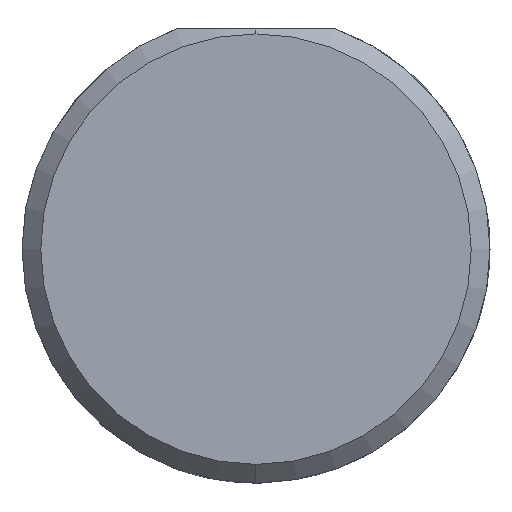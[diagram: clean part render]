
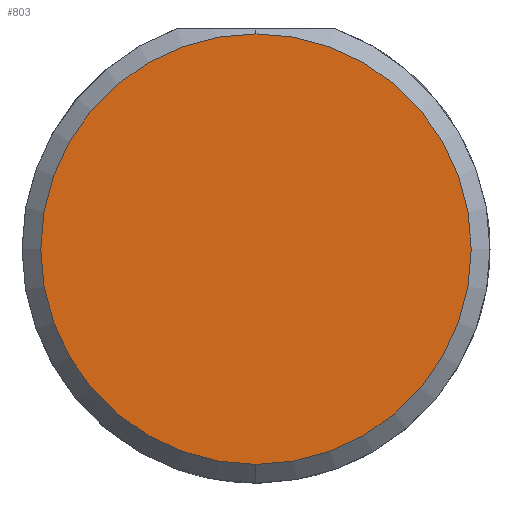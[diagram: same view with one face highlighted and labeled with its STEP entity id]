
A CAD part, left-side view. The second image highlights one B-rep face of the part: STEP entity #803.
In plain terms, the highlighted planar face has unit normal (-1, 0, 0).
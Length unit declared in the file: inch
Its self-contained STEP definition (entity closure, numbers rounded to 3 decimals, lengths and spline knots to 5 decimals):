
#65 = AXIS2_PLACEMENT_3D ( 'NONE', #735, #382, #744 ) ;
#105 = CIRCLE ( 'NONE', #851, 0.17235 ) ;
#124 = PLANE ( 'NONE',  #65 ) ;
#205 = CARTESIAN_POINT ( 'NONE',  ( 0., 0., 0. ) ) ;
#245 = VERTEX_POINT ( 'NONE', #842 ) ;
#248 = VERTEX_POINT ( 'NONE', #705 ) ;
#257 = ORIENTED_EDGE ( 'NONE', *, *, #343, .T. ) ;
#343 = EDGE_CURVE ( 'NONE', #248, #245, #713, .T. ) ;
#382 = DIRECTION ( 'NONE',  ( 1., 0., 0. ) ) ;
#591 = DIRECTION ( 'NONE',  ( -1., 0., 0. ) ) ;
#593 = AXIS2_PLACEMENT_3D ( 'NONE', #205, #697, #636 ) ;
#636 = DIRECTION ( 'NONE',  ( 0., 0., -1. ) ) ;
#654 = DIRECTION ( 'NONE',  ( 0., 0., -1. ) ) ;
#697 = DIRECTION ( 'NONE',  ( -1., 0., 0. ) ) ;
#705 = CARTESIAN_POINT ( 'NONE',  ( 0., 0., -0.17235 ) ) ;
#713 = CIRCLE ( 'NONE', #593, 0.17235 ) ;
#732 = ORIENTED_EDGE ( 'NONE', *, *, #863, .T. ) ;
#735 = CARTESIAN_POINT ( 'NONE',  ( 0., 0., 0. ) ) ;
#744 = DIRECTION ( 'NONE',  ( 0., 0., -1. ) ) ;
#751 = FACE_OUTER_BOUND ( 'NONE', #846, .T. ) ;
#803 = ADVANCED_FACE ( 'NONE', ( #751 ), #124, .F. ) ;
#842 = CARTESIAN_POINT ( 'NONE',  ( 0., 0., 0.17235 ) ) ;
#846 = EDGE_LOOP ( 'NONE', ( #257, #732 ) ) ;
#851 = AXIS2_PLACEMENT_3D ( 'NONE', #872, #591, #654 ) ;
#863 = EDGE_CURVE ( 'NONE', #245, #248, #105, .T. ) ;
#872 = CARTESIAN_POINT ( 'NONE',  ( 0., 0., 0. ) ) ;
